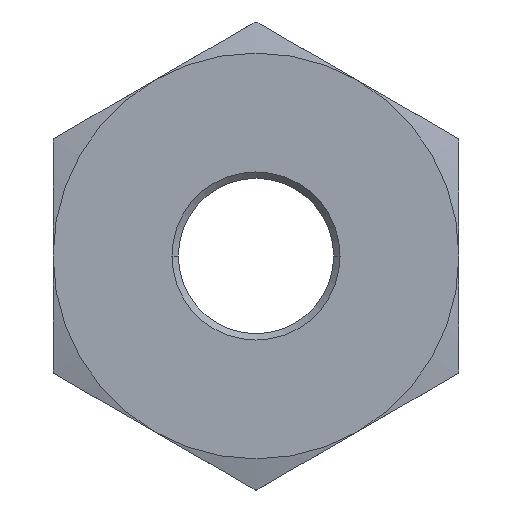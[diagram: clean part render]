
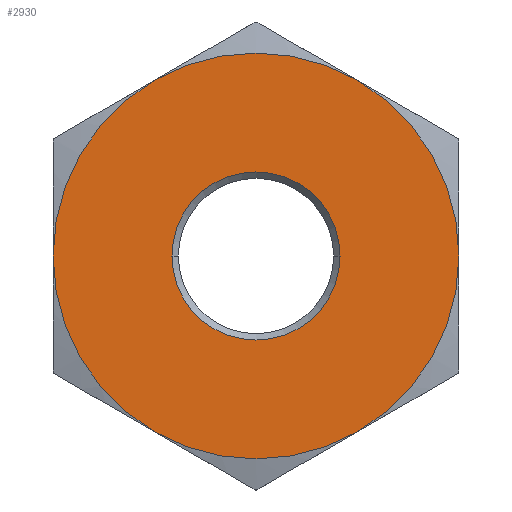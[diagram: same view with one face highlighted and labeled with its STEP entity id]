
A CAD part, front view. The second image highlights one B-rep face of the part: STEP entity #2930.
In plain terms, the highlighted planar face has unit normal (0, -1, 0).
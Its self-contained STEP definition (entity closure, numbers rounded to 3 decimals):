
#278 = DIRECTION ( 'NONE',  ( 0., -1., 0. ) ) ;
#479 = EDGE_CURVE ( 'NONE', #6709, #7964, #5611, .T. ) ;
#774 = VERTEX_POINT ( 'NONE', #11037 ) ;
#1357 = CARTESIAN_POINT ( 'NONE',  ( 15.75, 0., 27.28 ) ) ;
#1460 = CARTESIAN_POINT ( 'NONE',  ( 0., 0., 0. ) ) ;
#1597 = CARTESIAN_POINT ( 'NONE',  ( 13.053, 0., 0. ) ) ;
#2449 = PLANE ( 'NONE',  #14628 ) ;
#2491 = DIRECTION ( 'NONE',  ( 1., 0., 0. ) ) ;
#2552 = CARTESIAN_POINT ( 'NONE',  ( 0., 0., 0. ) ) ;
#2583 = CARTESIAN_POINT ( 'NONE',  ( 0., 0., 0. ) ) ;
#2701 = EDGE_CURVE ( 'NONE', #8876, #9681, #3282, .T. ) ;
#2889 = FACE_BOUND ( 'NONE', #11292, .T. ) ;
#2930 = ADVANCED_FACE ( 'NONE', ( #8588, #2889 ), #2449, .F. ) ;
#3001 = CARTESIAN_POINT ( 'NONE',  ( 0., 0., 0. ) ) ;
#3038 = DIRECTION ( 'NONE',  ( 1., 0., 0. ) ) ;
#3282 = CIRCLE ( 'NONE', #3850, 13.053 ) ;
#3706 = AXIS2_PLACEMENT_3D ( 'NONE', #9648, #13270, #2491 ) ;
#3837 = CIRCLE ( 'NONE', #6249, 31.5 ) ;
#3850 = AXIS2_PLACEMENT_3D ( 'NONE', #1460, #6331, #8670 ) ;
#3904 = CARTESIAN_POINT ( 'NONE',  ( 0., 0., 0. ) ) ;
#4049 = VERTEX_POINT ( 'NONE', #12993 ) ;
#4230 = DIRECTION ( 'NONE',  ( 1., 0., 0. ) ) ;
#4377 = DIRECTION ( 'NONE',  ( 0., -1., 0. ) ) ;
#4473 = AXIS2_PLACEMENT_3D ( 'NONE', #10294, #9034, #3038 ) ;
#4609 = CIRCLE ( 'NONE', #10577, 31.5 ) ;
#4637 = DIRECTION ( 'NONE',  ( 1., 0., 0. ) ) ;
#4819 = CARTESIAN_POINT ( 'NONE',  ( -13.053, 0., 0. ) ) ;
#5611 = CIRCLE ( 'NONE', #4473, 31.5 ) ;
#6155 = AXIS2_PLACEMENT_3D ( 'NONE', #2583, #6190, #11171 ) ;
#6190 = DIRECTION ( 'NONE',  ( 0., -1., 0. ) ) ;
#6249 = AXIS2_PLACEMENT_3D ( 'NONE', #7568, #278, #8793 ) ;
#6331 = DIRECTION ( 'NONE',  ( 0., -1., 0. ) ) ;
#6598 = EDGE_CURVE ( 'NONE', #6750, #4049, #7236, .T. ) ;
#6709 = VERTEX_POINT ( 'NONE', #14617 ) ;
#6750 = VERTEX_POINT ( 'NONE', #12693 ) ;
#7181 = VERTEX_POINT ( 'NONE', #1357 ) ;
#7236 = CIRCLE ( 'NONE', #3706, 31.5 ) ;
#7568 = CARTESIAN_POINT ( 'NONE',  ( 0., 0., 0. ) ) ;
#7880 = ORIENTED_EDGE ( 'NONE', *, *, #7934, .T. ) ;
#7934 = EDGE_CURVE ( 'NONE', #4049, #7181, #12121, .T. ) ;
#7964 = VERTEX_POINT ( 'NONE', #12331 ) ;
#8372 = AXIS2_PLACEMENT_3D ( 'NONE', #11696, #4377, #11544 ) ;
#8490 = AXIS2_PLACEMENT_3D ( 'NONE', #3904, #12364, #4637 ) ;
#8554 = DIRECTION ( 'NONE',  ( 0., 0., 1. ) ) ;
#8588 = FACE_OUTER_BOUND ( 'NONE', #14528, .T. ) ;
#8670 = DIRECTION ( 'NONE',  ( 1., 0., 0. ) ) ;
#8793 = DIRECTION ( 'NONE',  ( 1., 0., 0. ) ) ;
#8839 = ORIENTED_EDGE ( 'NONE', *, *, #10035, .F. ) ;
#8876 = VERTEX_POINT ( 'NONE', #1597 ) ;
#9034 = DIRECTION ( 'NONE',  ( 0., -1., 0. ) ) ;
#9224 = EDGE_CURVE ( 'NONE', #7181, #6709, #10172, .T. ) ;
#9648 = CARTESIAN_POINT ( 'NONE',  ( 0., 0., 0. ) ) ;
#9681 = VERTEX_POINT ( 'NONE', #4819 ) ;
#9979 = ORIENTED_EDGE ( 'NONE', *, *, #10839, .T. ) ;
#10035 = EDGE_CURVE ( 'NONE', #9681, #8876, #12480, .T. ) ;
#10172 = CIRCLE ( 'NONE', #6155, 31.5 ) ;
#10257 = DIRECTION ( 'NONE',  ( 0., -1., 0. ) ) ;
#10294 = CARTESIAN_POINT ( 'NONE',  ( 0., 0., 0. ) ) ;
#10577 = AXIS2_PLACEMENT_3D ( 'NONE', #3001, #10257, #4230 ) ;
#10839 = EDGE_CURVE ( 'NONE', #7964, #774, #3837, .T. ) ;
#11037 = CARTESIAN_POINT ( 'NONE',  ( -15.75, 0., -27.28 ) ) ;
#11171 = DIRECTION ( 'NONE',  ( 1., 0., 0. ) ) ;
#11292 = EDGE_LOOP ( 'NONE', ( #13821, #8839 ) ) ;
#11362 = ORIENTED_EDGE ( 'NONE', *, *, #6598, .T. ) ;
#11544 = DIRECTION ( 'NONE',  ( 1., 0., 0. ) ) ;
#11696 = CARTESIAN_POINT ( 'NONE',  ( 0., 0., 0. ) ) ;
#12121 = CIRCLE ( 'NONE', #8490, 31.5 ) ;
#12331 = CARTESIAN_POINT ( 'NONE',  ( -31.5, 0., 0. ) ) ;
#12364 = DIRECTION ( 'NONE',  ( 0., -1., 0. ) ) ;
#12480 = CIRCLE ( 'NONE', #8372, 13.053 ) ;
#12693 = CARTESIAN_POINT ( 'NONE',  ( 15.75, 0., -27.28 ) ) ;
#12993 = CARTESIAN_POINT ( 'NONE',  ( 31.5, 0., 0. ) ) ;
#13270 = DIRECTION ( 'NONE',  ( 0., -1., 0. ) ) ;
#13391 = DIRECTION ( 'NONE',  ( 0., 1., 0. ) ) ;
#13821 = ORIENTED_EDGE ( 'NONE', *, *, #2701, .F. ) ;
#14468 = EDGE_CURVE ( 'NONE', #774, #6750, #4609, .T. ) ;
#14528 = EDGE_LOOP ( 'NONE', ( #9979, #14626, #11362, #7880, #15262, #15648 ) ) ;
#14617 = CARTESIAN_POINT ( 'NONE',  ( -15.75, 0., 27.28 ) ) ;
#14626 = ORIENTED_EDGE ( 'NONE', *, *, #14468, .T. ) ;
#14628 = AXIS2_PLACEMENT_3D ( 'NONE', #2552, #13391, #8554 ) ;
#15262 = ORIENTED_EDGE ( 'NONE', *, *, #9224, .T. ) ;
#15648 = ORIENTED_EDGE ( 'NONE', *, *, #479, .T. ) ;
